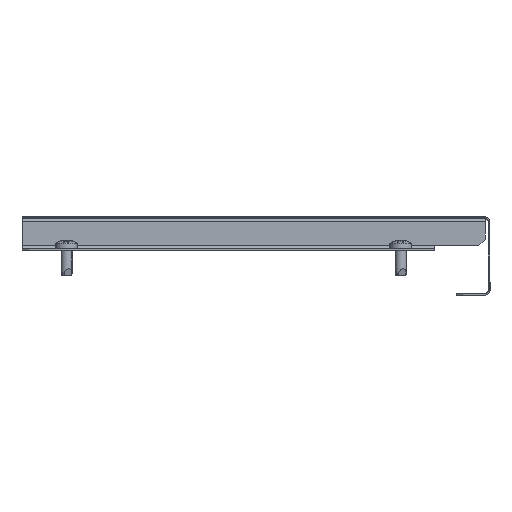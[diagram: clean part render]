
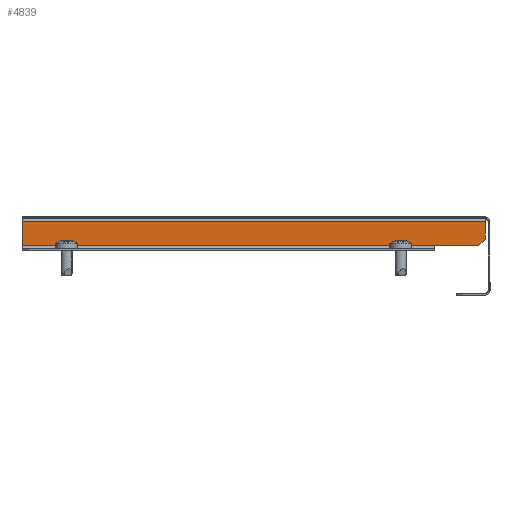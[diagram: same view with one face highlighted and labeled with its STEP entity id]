
A CAD part, left-side view. The second image highlights one B-rep face of the part: STEP entity #4839.
In plain terms, the highlighted planar face has unit normal (-1, 0, 0).
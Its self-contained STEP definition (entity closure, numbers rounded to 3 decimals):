
#48 = CARTESIAN_POINT ( 'NONE',  ( -326.5, 103.975, -12.95 ) ) ;
#184 = VERTEX_POINT ( 'NONE', #3246 ) ;
#213 = CARTESIAN_POINT ( 'NONE',  ( -326.5, 103.975, 0. ) ) ;
#289 = CARTESIAN_POINT ( 'NONE',  ( -326.5, 103.975, -2.05 ) ) ;
#310 = DIRECTION ( 'NONE',  ( 0., 0., 1. ) ) ;
#425 = VERTEX_POINT ( 'NONE', #1016 ) ;
#615 = AXIS2_PLACEMENT_3D ( 'NONE', #3166, #1443, #2298 ) ;
#618 = EDGE_CURVE ( 'NONE', #4004, #2681, #5111, .T. ) ;
#752 = VECTOR ( 'NONE', #4967, 1000. ) ;
#850 = CARTESIAN_POINT ( 'NONE',  ( -326.5, -103.975, -9.95 ) ) ;
#1016 = CARTESIAN_POINT ( 'NONE',  ( -326.5, -100.975, -12.95 ) ) ;
#1089 = EDGE_CURVE ( 'NONE', #4004, #184, #1958, .T. ) ;
#1233 = ORIENTED_EDGE ( 'NONE', *, *, #5281, .T. ) ;
#1443 = DIRECTION ( 'NONE',  ( 1., 0., 0. ) ) ;
#1449 = CARTESIAN_POINT ( 'NONE',  ( -326.5, -103.975, -2.05 ) ) ;
#1758 = VECTOR ( 'NONE', #2308, 1000. ) ;
#1825 = EDGE_CURVE ( 'NONE', #2681, #3102, #3839, .T. ) ;
#1836 = ORIENTED_EDGE ( 'NONE', *, *, #1089, .F. ) ;
#1958 = LINE ( 'NONE', #1449, #1758 ) ;
#1971 = LINE ( 'NONE', #3215, #4217 ) ;
#2112 = FACE_OUTER_BOUND ( 'NONE', #3893, .T. ) ;
#2256 = PLANE ( 'NONE',  #615 ) ;
#2298 = DIRECTION ( 'NONE',  ( 0., 1., 0. ) ) ;
#2308 = DIRECTION ( 'NONE',  ( 0., -1., 0. ) ) ;
#2453 = ORIENTED_EDGE ( 'NONE', *, *, #618, .T. ) ;
#2458 = CARTESIAN_POINT ( 'NONE',  ( -326.5, 0., -12.95 ) ) ;
#2569 = DIRECTION ( 'NONE',  ( 0., -0.707, 0.707 ) ) ;
#2681 = VERTEX_POINT ( 'NONE', #48 ) ;
#2766 = CARTESIAN_POINT ( 'NONE',  ( -326.5, 0., -12.95 ) ) ;
#2804 = DIRECTION ( 'NONE',  ( 0., -1., 0. ) ) ;
#2955 = CARTESIAN_POINT ( 'NONE',  ( -326.5, -103.975, -9.95 ) ) ;
#3102 = VERTEX_POINT ( 'NONE', #3691 ) ;
#3166 = CARTESIAN_POINT ( 'NONE',  ( -326.5, 0., 0. ) ) ;
#3215 = CARTESIAN_POINT ( 'NONE',  ( -326.5, -103.975, 0. ) ) ;
#3246 = CARTESIAN_POINT ( 'NONE',  ( -326.5, -103.975, -2.05 ) ) ;
#3346 = LINE ( 'NONE', #850, #4299 ) ;
#3639 = EDGE_CURVE ( 'NONE', #425, #4641, #3346, .T. ) ;
#3691 = CARTESIAN_POINT ( 'NONE',  ( -326.5, -81.025, -12.95 ) ) ;
#3839 = LINE ( 'NONE', #2766, #4874 ) ;
#3865 = VECTOR ( 'NONE', #5481, 1000. ) ;
#3893 = EDGE_LOOP ( 'NONE', ( #1233, #3957, #4806, #1836, #2453, #5510 ) ) ;
#3957 = ORIENTED_EDGE ( 'NONE', *, *, #3639, .T. ) ;
#4004 = VERTEX_POINT ( 'NONE', #289 ) ;
#4217 = VECTOR ( 'NONE', #310, 1000. ) ;
#4299 = VECTOR ( 'NONE', #2569, 1000. ) ;
#4353 = LINE ( 'NONE', #2458, #3865 ) ;
#4641 = VERTEX_POINT ( 'NONE', #2955 ) ;
#4806 = ORIENTED_EDGE ( 'NONE', *, *, #5212, .T. ) ;
#4839 = ADVANCED_FACE ( 'NONE', ( #2112 ), #2256, .F. ) ;
#4874 = VECTOR ( 'NONE', #2804, 1000. ) ;
#4967 = DIRECTION ( 'NONE',  ( 0., 0., -1. ) ) ;
#5111 = LINE ( 'NONE', #213, #752 ) ;
#5212 = EDGE_CURVE ( 'NONE', #4641, #184, #1971, .T. ) ;
#5281 = EDGE_CURVE ( 'NONE', #3102, #425, #4353, .T. ) ;
#5481 = DIRECTION ( 'NONE',  ( 0., -1., 0. ) ) ;
#5510 = ORIENTED_EDGE ( 'NONE', *, *, #1825, .T. ) ;
